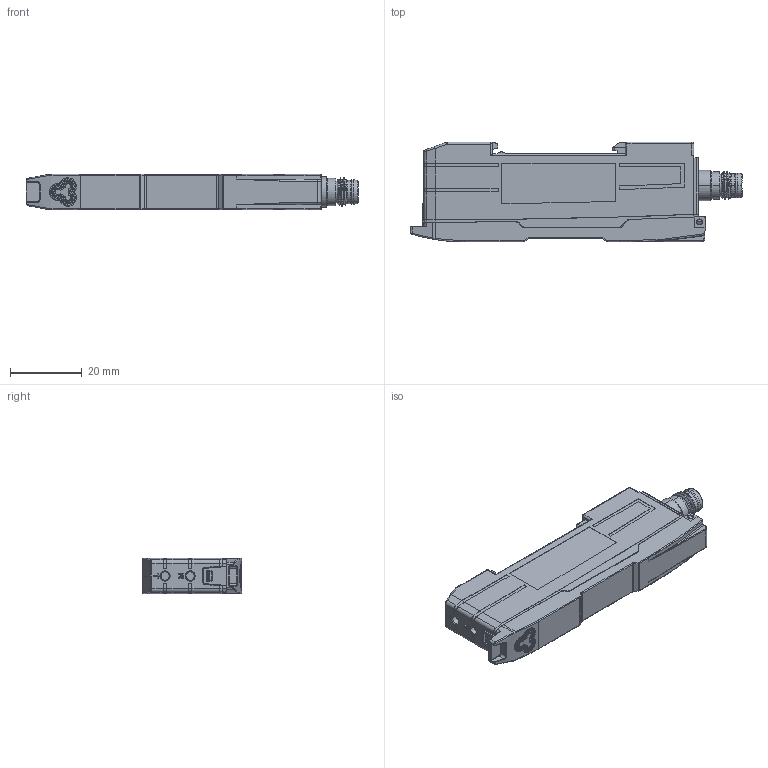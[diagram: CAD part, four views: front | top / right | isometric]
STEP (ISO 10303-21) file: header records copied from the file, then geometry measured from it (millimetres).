
FILE_DESCRIPTION (( 'STEP AP203' ), '1' );
FILE_NAME ('DFS-3Dap203.STEP', '2019-10-15T11:41:33', ( 'USER' ), ( '' ), 'SwSTEP 2.0', 'SolidWorks 2019', '' );
FILE_SCHEMA (( 'CONFIG_CONTROL_DESIGN' ));
Length unit declared in the file: inch
Products named in the file (1): DFS-3Dap203
Bounding box: 92.58 x 27.84 x 10 mm (x, y, z)
Surface area: 9145.2 mm2 (no closed solid volume)
Topology: 0 solids, 19 shells, 548 faces, 1795 edges, 1225 vertices
Faces by surface type: plane 216, cylinder 173, bspline 123, cone 30, sphere 6
Entity records: 23779 total; most frequent: CARTESIAN_POINT 10032, ORIENTED_EDGE 3036, DIRECTION 2264, EDGE_CURVE 1777, VERTEX_POINT 1225, VECTOR 844, LINE 844, AXIS2_PLACEMENT_3D 710
